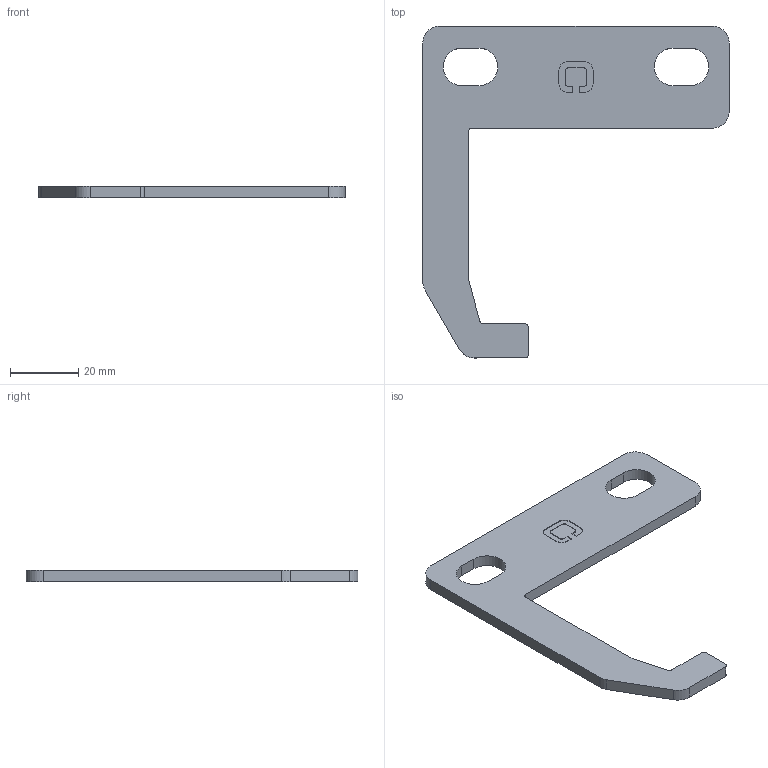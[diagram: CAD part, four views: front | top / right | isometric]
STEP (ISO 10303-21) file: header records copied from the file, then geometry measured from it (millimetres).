
FILE_DESCRIPTION(('STEP AP203'), '1');
FILE_NAME('275.RC55 Çàõâàò RC55 âñïîìîãàòåëüíûé', '', ('UNSPECIFIED'), ('UNSPECIFIED'), 'ASCON STEP Converter 1.3', 'ASCON Math Kernel', '');
FILE_SCHEMA(('CONFIG_CONTROL_DESIGN'));
Length unit declared in the file: millimetre
Products named in the file (1): 275.RC55
Bounding box: 90 x 97.5 x 3.5 mm (x, y, z)
Volume: 11756.8 mm3; surface area: 8409.7 mm2
Topology: 1 solids, 1 shells, 51 faces, 144 edges, 96 vertices
Faces by surface type: plane 29, cylinder 22
Entity records: 2122 total; most frequent: CARTESIAN_POINT 292, DIRECTION 292, ORIENTED_EDGE 288, EDGE_CURVE 144, LINE 100, VECTOR 100, AXIS2_PLACEMENT_3D 96, VERTEX_POINT 96
